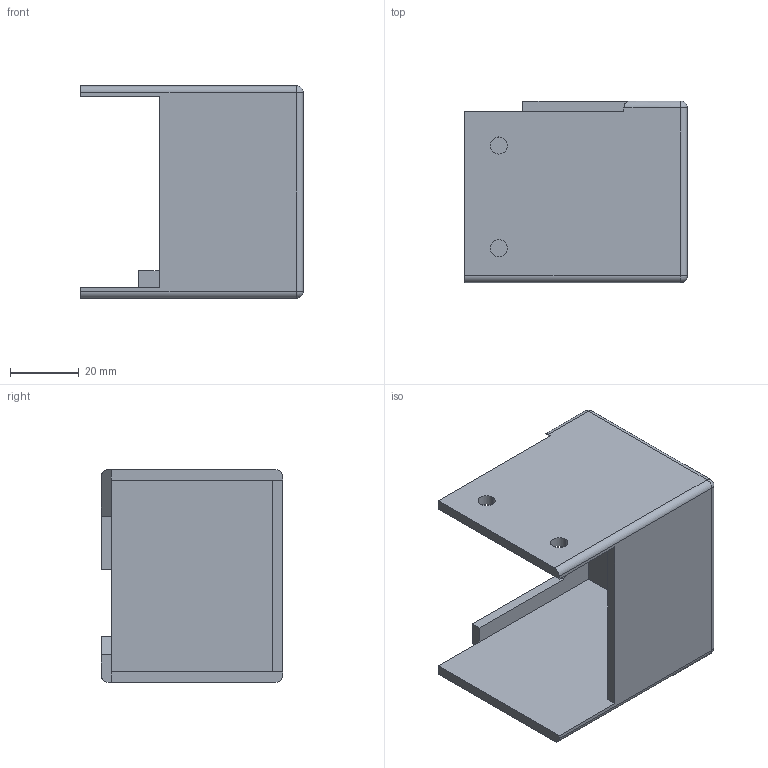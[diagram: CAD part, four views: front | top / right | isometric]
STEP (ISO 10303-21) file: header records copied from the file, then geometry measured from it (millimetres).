
FILE_DESCRIPTION (( 'STEP AP214' ), '1' );
FILE_NAME ('motorcover.STEP', '2021-04-12T03:32:29', ( '' ), ( '' ), 'SwSTEP 2.0', 'SolidWorks 2020', '' );
FILE_SCHEMA (( 'AUTOMOTIVE_DESIGN' ));
Length unit declared in the file: millimetre
Products named in the file (1): motorcover
Bounding box: 65 x 53 x 62 mm (x, y, z)
Volume: 36214.6 mm3; surface area: 25306.3 mm2
Topology: 1 solids, 1 shells, 43 faces, 111 edges, 66 vertices
Faces by surface type: plane 26, cylinder 13, sphere 4
Entity records: 1300 total; most frequent: CARTESIAN_POINT 220, DIRECTION 219, ORIENTED_EDGE 214, EDGE_CURVE 107, LINE 81, VECTOR 81, AXIS2_PLACEMENT_3D 69, VERTEX_POINT 66
